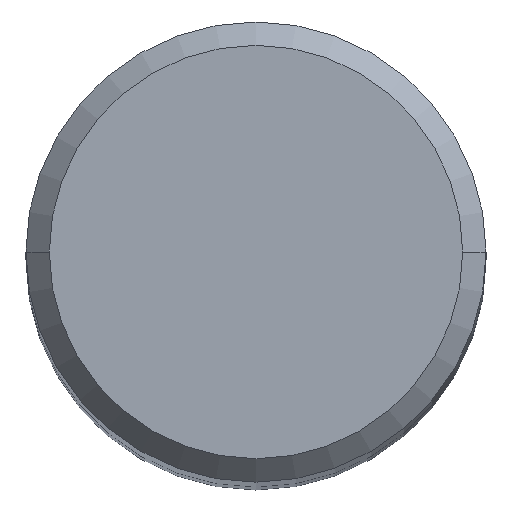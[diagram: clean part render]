
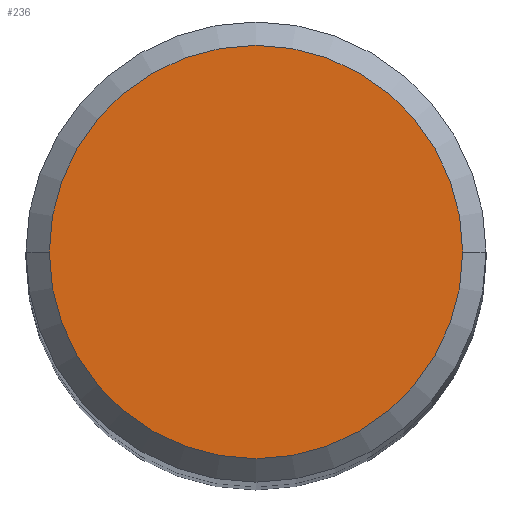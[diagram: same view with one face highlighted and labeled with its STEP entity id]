
A CAD part, top view. The second image highlights one B-rep face of the part: STEP entity #236.
In plain terms, the highlighted planar face has unit normal (0, 0, 1).
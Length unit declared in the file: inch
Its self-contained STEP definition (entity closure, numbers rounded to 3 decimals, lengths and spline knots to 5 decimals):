
#23 = EDGE_CURVE ( 'NONE', #159, #183, #305, .T. ) ;
#37 = ORIENTED_EDGE ( 'NONE', *, *, #23, .T. ) ;
#50 = FACE_OUTER_BOUND ( 'NONE', #95, .T. ) ;
#56 = CARTESIAN_POINT ( 'NONE',  ( -0.17685, 0., 0. ) ) ;
#68 = AXIS2_PLACEMENT_3D ( 'NONE', #315, #318, #348 ) ;
#77 = AXIS2_PLACEMENT_3D ( 'NONE', #170, #134, #398 ) ;
#87 = EDGE_CURVE ( 'NONE', #183, #159, #120, .T. ) ;
#95 = EDGE_LOOP ( 'NONE', ( #413, #37 ) ) ;
#120 = CIRCLE ( 'NONE', #365, 0.17685 ) ;
#134 = DIRECTION ( 'NONE',  ( 0., 0., -1. ) ) ;
#159 = VERTEX_POINT ( 'NONE', #198 ) ;
#170 = CARTESIAN_POINT ( 'NONE',  ( 0., 0.17685, 0. ) ) ;
#179 = CARTESIAN_POINT ( 'NONE',  ( 0., 0., 0. ) ) ;
#183 = VERTEX_POINT ( 'NONE', #56 ) ;
#198 = CARTESIAN_POINT ( 'NONE',  ( 0.17685, 0., 0. ) ) ;
#236 = ADVANCED_FACE ( 'NONE', ( #50 ), #254, .F. ) ;
#254 = PLANE ( 'NONE',  #77 ) ;
#270 = DIRECTION ( 'NONE',  ( 1., 0., 0. ) ) ;
#304 = DIRECTION ( 'NONE',  ( 0., 0., 1. ) ) ;
#305 = CIRCLE ( 'NONE', #68, 0.17685 ) ;
#315 = CARTESIAN_POINT ( 'NONE',  ( 0., 0., 0. ) ) ;
#318 = DIRECTION ( 'NONE',  ( 0., 0., 1. ) ) ;
#348 = DIRECTION ( 'NONE',  ( 1., 0., 0. ) ) ;
#365 = AXIS2_PLACEMENT_3D ( 'NONE', #179, #304, #270 ) ;
#398 = DIRECTION ( 'NONE',  ( -1., 0., 0. ) ) ;
#413 = ORIENTED_EDGE ( 'NONE', *, *, #87, .T. ) ;
